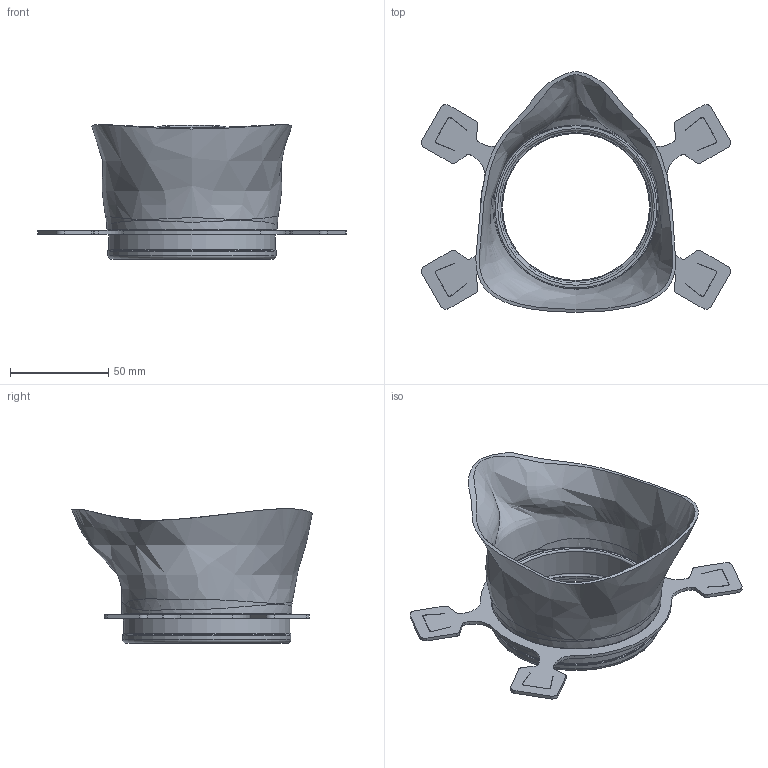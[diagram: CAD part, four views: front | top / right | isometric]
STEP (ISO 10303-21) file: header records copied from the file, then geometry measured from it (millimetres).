
FILE_DESCRIPTION(/* description */ (''),/* implementation_level */ '2;1');
FILE_NAME(/* name */ 'IM Mask 86R v2.step',/* time_stamp */ '2020-03-22T14:55:38-04:00',/* author */ (''),/* organization */ (''),/* preprocessor_version */ 'ST-DEVELOPER v18',/* originating_system */ 'Autodesk Translation Framework v8.12.0.6',/* authorisation */ '');
FILE_SCHEMA (('AUTOMOTIVE_DESIGN { 1 0 10303 214 3 1 1 }'));
Length unit declared in the file: millimetre
Products named in the file (3): IM Mask 86R; Die Cut Strap Ring v6 v1; Rigid Ring
Assembly tree (2 placements, depth 2):
  IM Mask 86R
    Die Cut Strap Ring v6 v1
    Rigid Ring
Bounding box: 157.47 x 122.73 x 68.6 mm (x, y, z)
Volume: 49486.1 mm3; surface area: 63642 mm2
Topology: 3 solids, 3 shells, 170 faces, 467 edges, 297 vertices
Faces by surface type: plane 67, cylinder 59, bspline 19, torus 19, cone 6
Full cylindrical faces by diameter (mm): 75 x2, 77.883 x1, 80.706 x2, 84.883 x1, 85.5 x1
Entity records: 9147 total; most frequent: CARTESIAN_POINT 4713, ORIENTED_EDGE 918, DIRECTION 917, EDGE_CURVE 459, AXIS2_PLACEMENT_3D 338, VERTEX_POINT 297, LINE 241, VECTOR 241
